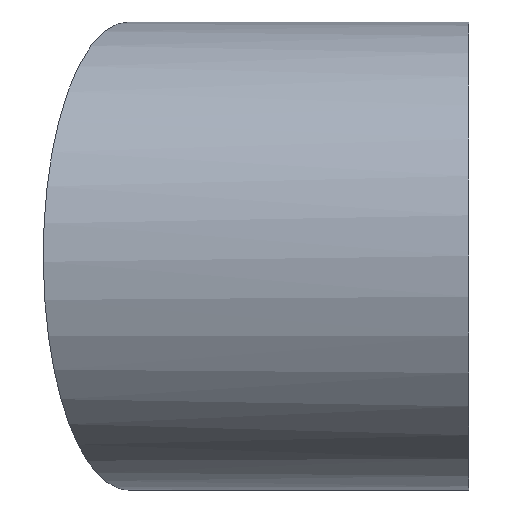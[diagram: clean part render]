
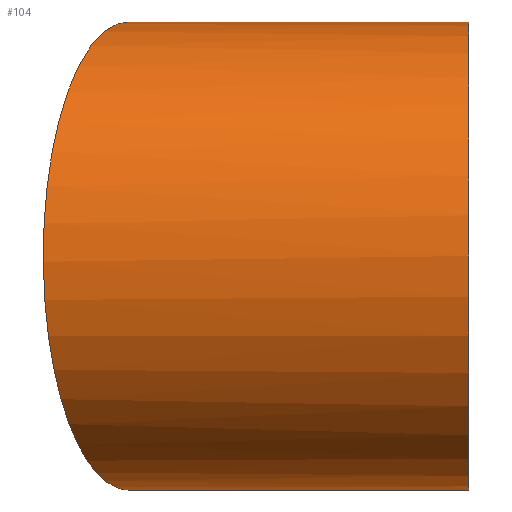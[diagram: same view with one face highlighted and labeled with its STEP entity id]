
A CAD part, left-side view. The second image highlights one B-rep face of the part: STEP entity #104.
In plain terms, the highlighted cylindrical face has radius 27.5 mm (diameter 55 mm), a partial arc.
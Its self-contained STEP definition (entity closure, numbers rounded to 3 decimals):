
#4 = EDGE_CURVE ( 'NONE', #79, #5, #243, .T. ) ;
#5 = VERTEX_POINT ( 'NONE', #70 ) ;
#7 = DIRECTION ( 'NONE',  ( 0., 1., 0. ) ) ;
#10 = ORIENTED_EDGE ( 'NONE', *, *, #4, .F. ) ;
#13 = FACE_OUTER_BOUND ( 'NONE', #173, .T. ) ;
#14 = CARTESIAN_POINT ( 'NONE',  ( 0., 50., -27.5 ) ) ;
#20 = VERTEX_POINT ( 'NONE', #211 ) ;
#39 = CARTESIAN_POINT ( 'NONE',  ( 0., 0., 0. ) ) ;
#41 = CIRCLE ( 'NONE', #242, 27.5 ) ;
#42 = DIRECTION ( 'NONE',  ( 0., 0., -1. ) ) ;
#44 = CARTESIAN_POINT ( 'NONE',  ( -55., 60.009, -27.5 ) ) ;
#49 = VECTOR ( 'NONE', #191, 1000. ) ;
#53 = VERTEX_POINT ( 'NONE', #57 ) ;
#57 = CARTESIAN_POINT ( 'NONE',  ( 0., 0., -27.5 ) ) ;
#60 = CARTESIAN_POINT ( 'NONE',  ( 0., 39.991, -27.5 ) ) ;
#66 = VECTOR ( 'NONE', #166, 1000. ) ;
#70 = CARTESIAN_POINT ( 'NONE',  ( 0., 0., 27.5 ) ) ;
#73 = LINE ( 'NONE', #14, #66 ) ;
#79 = VERTEX_POINT ( 'NONE', #89 ) ;
#81 = EDGE_CURVE ( 'NONE', #20, #53, #73, .T. ) ;
#89 = CARTESIAN_POINT ( 'NONE',  ( 0., 39.991, 27.5 ) ) ;
#91 = DIRECTION ( 'NONE',  ( 0., 0., 1. ) ) ;
#104 = ADVANCED_FACE ( 'NONE', ( #13 ), #215, .T. ) ;
#108 =( BOUNDED_CURVE ( )  B_SPLINE_CURVE ( 3, ( #114, #113, #44, #60 ),
 .UNSPECIFIED., .F., .F. ) 
 B_SPLINE_CURVE_WITH_KNOTS ( ( 4, 4 ),
 ( 1.571, 4.712 ),
 .UNSPECIFIED. ) 
 CURVE ( )  GEOMETRIC_REPRESENTATION_ITEM ( )  RATIONAL_B_SPLINE_CURVE ( ( 1., 0.333, 0.333, 1. ) ) 
 REPRESENTATION_ITEM ( '' )  );
#113 = CARTESIAN_POINT ( 'NONE',  ( -55., 60.009, 27.5 ) ) ;
#114 = CARTESIAN_POINT ( 'NONE',  ( 0., 39.991, 27.5 ) ) ;
#116 = ORIENTED_EDGE ( 'NONE', *, *, #180, .T. ) ;
#146 = CARTESIAN_POINT ( 'NONE',  ( 0., 50., 0. ) ) ;
#149 = ORIENTED_EDGE ( 'NONE', *, *, #81, .T. ) ;
#163 = ORIENTED_EDGE ( 'NONE', *, *, #200, .T. ) ;
#166 = DIRECTION ( 'NONE',  ( 0., -1., 0. ) ) ;
#173 = EDGE_LOOP ( 'NONE', ( #10, #163, #149, #116 ) ) ;
#180 = EDGE_CURVE ( 'NONE', #53, #5, #41, .T. ) ;
#185 = AXIS2_PLACEMENT_3D ( 'NONE', #146, #213, #42 ) ;
#191 = DIRECTION ( 'NONE',  ( 0., -1., 0. ) ) ;
#200 = EDGE_CURVE ( 'NONE', #79, #20, #108, .T. ) ;
#211 = CARTESIAN_POINT ( 'NONE',  ( 0., 39.991, -27.5 ) ) ;
#213 = DIRECTION ( 'NONE',  ( 0., -1., 0. ) ) ;
#215 = CYLINDRICAL_SURFACE ( 'NONE', #185, 27.5 ) ;
#233 = CARTESIAN_POINT ( 'NONE',  ( 0., 50., 27.5 ) ) ;
#242 = AXIS2_PLACEMENT_3D ( 'NONE', #39, #7, #91 ) ;
#243 = LINE ( 'NONE', #233, #49 ) ;
